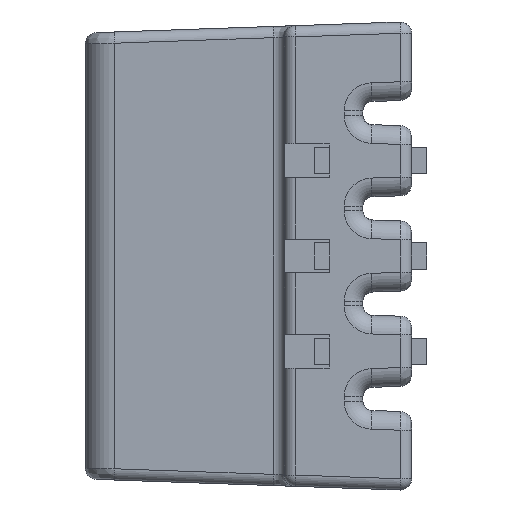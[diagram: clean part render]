
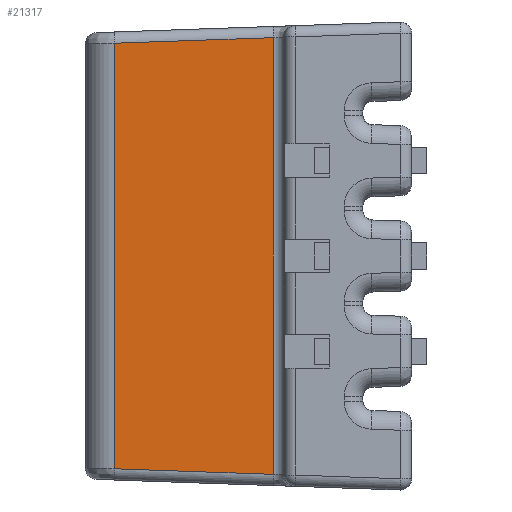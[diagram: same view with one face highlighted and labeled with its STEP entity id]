
A CAD part, left-side view. The second image highlights one B-rep face of the part: STEP entity #21317.
In plain terms, the highlighted planar face has unit normal (-0.999, 0.035, 0).
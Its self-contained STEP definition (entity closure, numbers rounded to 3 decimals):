
#7029=DIRECTION('',(0.,0.,-1.));
#7030=VECTOR('',#7029,11.643);
#7031=CARTESIAN_POINT('',(-11.901,3.69,5.821));
#7032=LINE('',#7031,#7030);
#7060=DIRECTION('',(0.035,0.999,0.035));
#7061=VECTOR('',#7060,4.244);
#7062=CARTESIAN_POINT('',(-11.901,3.69,
-5.821));
#7063=LINE('',#7062,#7061);
#7077=DIRECTION('',(0.,0.,1.));
#7078=VECTOR('',#7077,11.347);
#7079=CARTESIAN_POINT('',(-11.753,7.928,
-5.673));
#7080=LINE('',#7079,#7078);
#7343=DIRECTION('',(0.035,0.999,-0.035));
#7344=VECTOR('',#7343,4.244);
#7345=CARTESIAN_POINT('',(-11.901,3.69,5.821));
#7346=LINE('',#7345,#7344);
#8335=CARTESIAN_POINT('',(-11.901,3.69,
-5.821));
#8336=CARTESIAN_POINT('',(-11.753,7.928,
-5.673));
#8337=VERTEX_POINT('',#8335);
#8338=VERTEX_POINT('',#8336);
#8363=CARTESIAN_POINT('',(-11.901,3.69,5.821));
#8364=CARTESIAN_POINT('',(-11.753,7.928,5.673));
#8365=VERTEX_POINT('',#8363);
#8366=VERTEX_POINT('',#8364);
#21304=CARTESIAN_POINT('',(-11.936,2.7,6.25));
#21305=DIRECTION('',(0.999,-0.035,0.));
#21306=DIRECTION('',(0.035,0.999,0.));
#21307=AXIS2_PLACEMENT_3D('',#21304,#21305,#21306);
#21308=PLANE('',#21307);
#21309=ORIENTED_EDGE('',*,*,#21295,.T.);
#21311=ORIENTED_EDGE('',*,*,#21310,.T.);
#21313=ORIENTED_EDGE('',*,*,#21312,.F.);
#21314=ORIENTED_EDGE('',*,*,#21231,.T.);
#21315=EDGE_LOOP('',(#21309,#21311,#21313,#21314));
#21316=FACE_OUTER_BOUND('',#21315,.F.);
#21317=ADVANCED_FACE('',(#21316),#21308,.F.);
#21231=EDGE_CURVE('',#8365,#8337,#7032,.T.);
#21295=EDGE_CURVE('',#8337,#8338,#7063,.T.);
#21310=EDGE_CURVE('',#8338,#8366,#7080,.T.);
#21312=EDGE_CURVE('',#8365,#8366,#7346,.T.);
